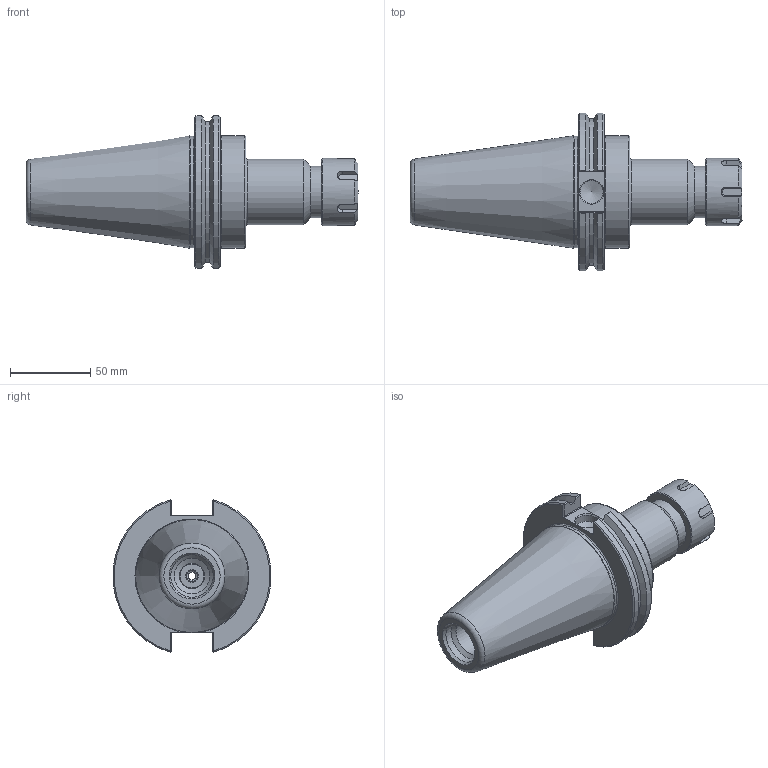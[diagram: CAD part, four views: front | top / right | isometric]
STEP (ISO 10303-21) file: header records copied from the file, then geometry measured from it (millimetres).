
FILE_DESCRIPTION((''),'2;1');
FILE_NAME('C50-25ER412.stp','2014-07-31T15:32:38',('kaykin'),(''),'Autodesk Inventor 2012','Autodesk Inventor 2012','');
FILE_SCHEMA(('AUTOMOTIVE_DESIGN { 1 0 10303 214 1 1 1 1 }'));
Length unit declared in the file: inch
Products named in the file (4): C50-25ER412; C50-25ER4-1; 25ERPN; BS-11
Assembly tree (3 placements, depth 2):
  C50-25ER412
    C50-25ER4-1
    25ERPN
    BS-11
Bounding box: 206.25 x 98.06 x 94.71 mm (x, y, z)
Volume: 446313.9 mm3; surface area: 64849.2 mm2
Topology: 3 solids, 3 shells, 146 faces, 355 edges, 220 vertices
Faces by surface type: plane 59, cone 40, cylinder 37, torus 10
Full cylindrical faces by diameter (mm): 7.112 x1, 14.3 x1, 15.113 x2, 15.748 x1, 17.297 x1, 18.034 x1, 20.599 x1, 21.971 x1, 24.13 x1, 26.086 x1, 26.365 x1, 30.912 x1, 32 x1, 32.512 x1, 40.513 x1, 41.732 x1, 69.342 x1, 69.85 x1
Entity records: 4202 total; most frequent: CARTESIAN_POINT 909, DIRECTION 640, ORIENTED_EDGE 590, EDGE_CURVE 295, AXIS2_PLACEMENT_3D 262, VERTEX_POINT 215, EDGE_LOOP 212, FACE_OUTER_BOUND 146
